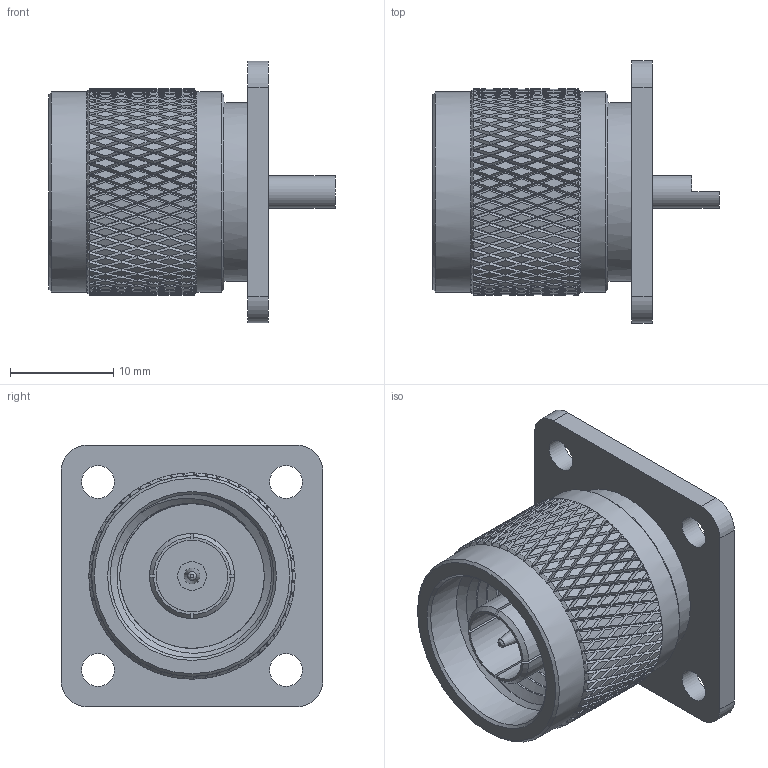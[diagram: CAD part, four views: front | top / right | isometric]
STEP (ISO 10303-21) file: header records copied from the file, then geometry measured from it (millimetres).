
FILE_DESCRIPTION (( 'STEP AP203' ), '1' );
FILE_NAME ('PE45558_3D.step', '2022-02-21T19:32:36', ( '' ), ( '' ), 'SwSTEP 2.0', 'SolidWorks 2021', '' );
FILE_SCHEMA (( 'CONFIG_CONTROL_DESIGN' ));
Products named in the file (1): PE45558_3D
Bounding box: 27.8 x 25.4 x 25.4 mm (x, y, z)
Volume: 5295.9 mm3; surface area: 4305.2 mm2
Topology: 1 solids, 1 shells, 2493 faces, 5075 edges, 2593 vertices
Faces by surface type: bspline 1764, cylinder 465, cone 229, plane 35
Full cylindrical faces by diameter (mm): 1.524 x1, 2.288 x1, 2.794 x1, 3.2 x5, 6.985 x1, 8.255 x2, 14.986 x1, 15.875 x5, 17.317 x1, 19.461 x2
Entity records: 89300 total; most frequent: CARTESIAN_POINT 57034, ORIENTED_EDGE 10068, EDGE_CURVE 5034, VERTEX_POINT 2578, EDGE_LOOP 2526, FACE_OUTER_BOUND 2505, ADVANCED_FACE 2488, DIRECTION 2402
